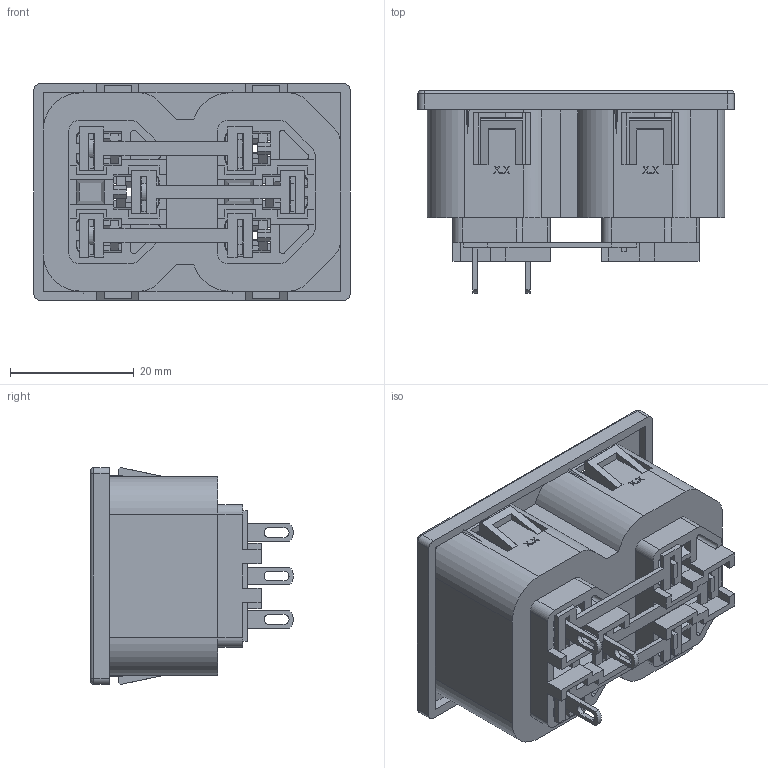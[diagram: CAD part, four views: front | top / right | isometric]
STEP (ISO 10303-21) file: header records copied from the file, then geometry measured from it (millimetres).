
FILE_DESCRIPTION (( 'STEP AP214' ), '1' );
FILE_NAME ('742W-2P.STEP', '2014-11-19T01:06:51', ( '' ), ( '' ), 'SwSTEP 2.0', 'SolidWorks 2010', '' );
FILE_SCHEMA (( 'AUTOMOTIVE_DESIGN' ));
Length unit declared in the file: millimetre
Products named in the file (1): 742W-2P
Bounding box: 51 x 32.69 x 35 mm (x, y, z)
Volume: 16908.3 mm3; surface area: 23120.6 mm2
Topology: 10 solids, 10 shells, 1165 faces, 3296 edges, 2144 vertices
Faces by surface type: plane 832, cylinder 253, bspline 52, torus 28
Entity records: 53794 total; most frequent: CARTESIAN_POINT 11128, ORIENTED_EDGE 6568, DIRECTION 5660, EDGE_CURVE 3284, LINE 2408, VECTOR 2408, VERTEX_POINT 2144, AXIS2_PLACEMENT_3D 1626
